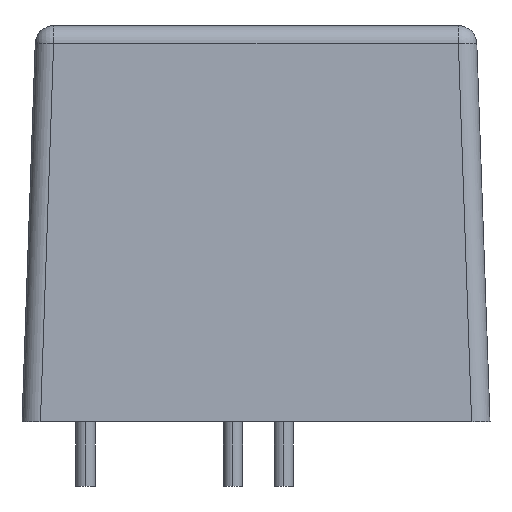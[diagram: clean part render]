
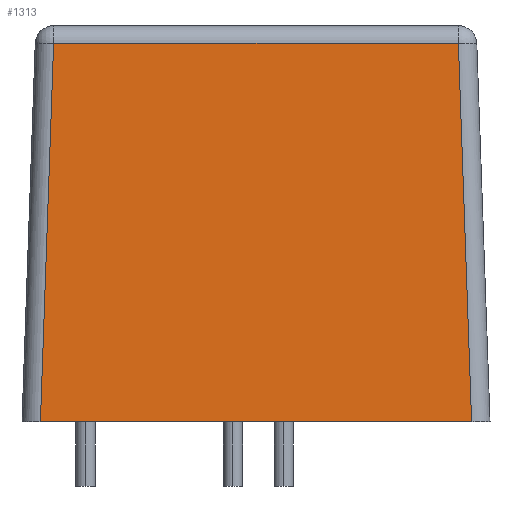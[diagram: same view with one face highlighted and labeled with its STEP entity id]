
A CAD part, left-side view. The second image highlights one B-rep face of the part: STEP entity #1313.
In plain terms, the highlighted planar face has unit normal (-0.999, 0, 0.035).
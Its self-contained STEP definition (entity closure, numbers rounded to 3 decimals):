
#1313 = ADVANCED_FACE('',(#1314),#1348,.T.);
#1314 = FACE_BOUND('',#1315,.T.);
#1315 = EDGE_LOOP('',(#1316,#1326,#1334,#1342));
#1316 = ORIENTED_EDGE('',*,*,#1317,.T.);
#1317 = EDGE_CURVE('',#1318,#1320,#1322,.T.);
#1318 = VERTEX_POINT('',#1319);
#1319 = CARTESIAN_POINT('',(-22.133,-23.684,
    20.535));
#1320 = VERTEX_POINT('',#1321);
#1321 = CARTESIAN_POINT('',(-22.133,-1.716,
    20.535));
#1322 = LINE('',#1323,#1324);
#1323 = CARTESIAN_POINT('',(-22.133,-0.751,
    20.535));
#1324 = VECTOR('',#1325,1.);
#1325 = DIRECTION('',(0.,1.,0.));
#1326 = ORIENTED_EDGE('',*,*,#1327,.T.);
#1327 = EDGE_CURVE('',#1320,#1328,#1330,.T.);
#1328 = VERTEX_POINT('',#1329);
#1329 = CARTESIAN_POINT('',(-22.85,-0.999,0.));
#1330 = LINE('',#1331,#1332);
#1331 = CARTESIAN_POINT('',(-22.851,-0.998,
    -0.035));
#1332 = VECTOR('',#1333,1.);
#1333 = DIRECTION('',(-0.035,0.035,
    -0.999));
#1334 = ORIENTED_EDGE('',*,*,#1335,.T.);
#1335 = EDGE_CURVE('',#1328,#1336,#1338,.T.);
#1336 = VERTEX_POINT('',#1337);
#1337 = CARTESIAN_POINT('',(-22.85,-24.401,0.));
#1338 = LINE('',#1339,#1340);
#1339 = CARTESIAN_POINT('',(-22.85,0.,0.));
#1340 = VECTOR('',#1341,1.);
#1341 = DIRECTION('',(0.,-1.,0.));
#1342 = ORIENTED_EDGE('',*,*,#1343,.T.);
#1343 = EDGE_CURVE('',#1336,#1318,#1344,.T.);
#1344 = LINE('',#1345,#1346);
#1345 = CARTESIAN_POINT('',(-22.82,-24.371,
    0.85));
#1346 = VECTOR('',#1347,1.);
#1347 = DIRECTION('',(0.035,0.035,
    0.999));
#1348 = PLANE('',#1349);
#1349 = AXIS2_PLACEMENT_3D('',#1350,#1351,#1352);
#1350 = CARTESIAN_POINT('',(-22.85,0.,0.));
#1351 = DIRECTION('',(-0.999,0.,
    0.035));
#1352 = DIRECTION('',(0.035,0.,
    0.999));
